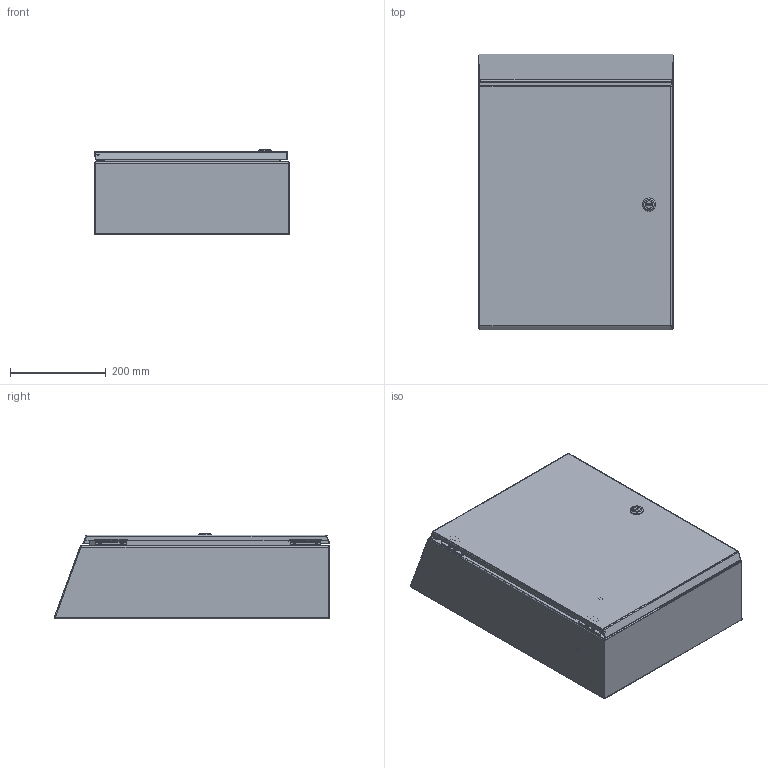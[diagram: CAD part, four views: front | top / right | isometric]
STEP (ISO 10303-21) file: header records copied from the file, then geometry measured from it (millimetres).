
FILE_DESCRIPTION(/* description */ ('N412,SD,ULTIMATE,SLOPE TOP, BACK & 3 SIDES, 20X16X06'),/* implementation_level */ '2;1');
FILE_NAME(/* name */ 'N412201606CST.stp',/* time_stamp */ '2015-06-10T11:26:13-05:00',/* author */ ('jwafer'),/* organization */ (''),/* preprocessor_version */ 'ST-DEVELOPER v15.2',/* originating_system */ 'Autodesk Inventor 2014',/* authorisation */ '');
FILE_SCHEMA (('AUTOMOTIVE_DESIGN { 1 0 10303 214 3 1 1 }'));
Length unit declared in the file: inch
Products named in the file (22): N412201606CSTB3S; HFW3161; 17376 PIN; 17380 SCREW; 17723 BOX LEAF; 17723-UTI BRACKET; 17910 SEALING WASHER; HFW328176; HFW328175; 388150; N4121606CSTTOP; 38846; N4122016CSTLID; 1000-u155_asm; 1000-14_prt; 1000-24_prt; 1000-318; 1000-03; 1000-277-01; 1000-u142_asm; 35124; N412_CST-assm
Bounding box: 406.4 x 575.68 x 178.92 mm (x, y, z)
Volume: 1569218.2 mm3; surface area: 1692490.6 mm2
Topology: 34 solids, 38 shells, 1530 faces, 3715 edges, 2265 vertices
Faces by surface type: plane 574, cylinder 554, cone 190, bspline 166, torus 42, sphere 4
Full cylindrical faces by diameter (mm): 2.362 x4, 3.175 x3, 3.317 x68, 3.861 x4, 3.962 x3, 4.166 x68, 4.25 x4, 4.366 x4, 4.572 x6, 4.762 x4, 5 x1, 6 x1, 6.35 x10, 6.502 x4, 6.985 x4, 7.62 x4, 8.128 x4, 8.56 x2, 9.144 x4, 9.9 x1, 10 x2, 10.2 x1, 11.05 x1, 11.112 x4, 12.8 x1, 13.5 x1, 14.3 x4, 15.2 x1, 15.8 x1, 16.1 x2
Entity records: 36228 total; most frequent: CARTESIAN_POINT 13665, DIRECTION 4352, ORIENTED_EDGE 4326, EDGE_CURVE 2164, AXIS2_PLACEMENT_3D 1575, VERTEX_POINT 1395, LINE 1202, VECTOR 1202
